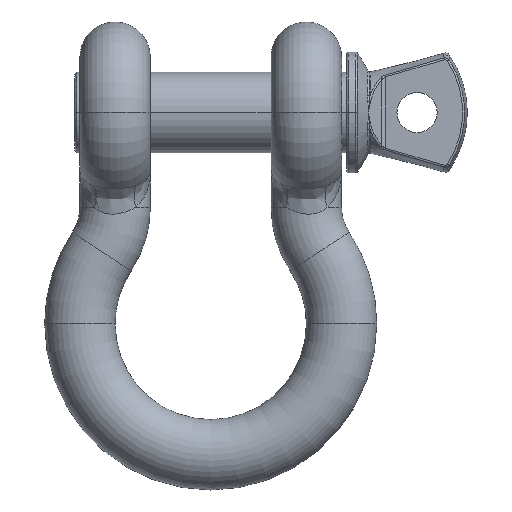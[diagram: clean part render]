
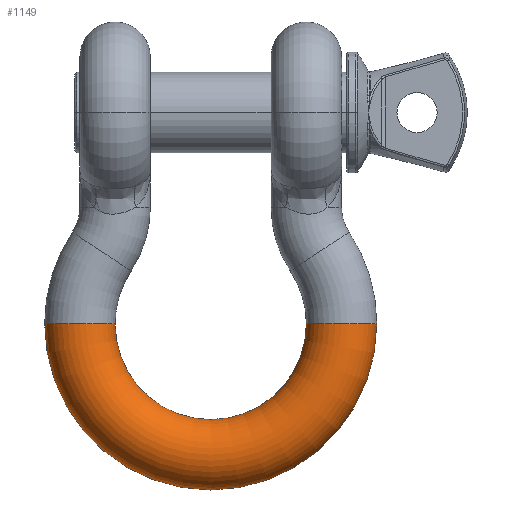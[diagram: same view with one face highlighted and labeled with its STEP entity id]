
A CAD part, top view. The second image highlights one B-rep face of the part: STEP entity #1149.
In plain terms, the highlighted toroidal (fillet/blend) face has major radius 13 mm and minor radius 3.5 mm.
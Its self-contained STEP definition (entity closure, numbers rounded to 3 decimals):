
#242 = AXIS2_PLACEMENT_3D ( 'NONE', #2284, #2240, #2551 ) ;
#281 = ORIENTED_EDGE ( 'NONE', *, *, #1886, .T. ) ;
#334 = DIRECTION ( 'NONE',  ( 0., 0., 1. ) ) ;
#404 = EDGE_CURVE ( 'NONE', #3742, #3701, #3816, .T. ) ;
#513 = DIRECTION ( 'NONE',  ( 0., 0., 1. ) ) ;
#524 = DIRECTION ( 'NONE',  ( 0., 0., -1. ) ) ;
#571 = CARTESIAN_POINT ( 'NONE',  ( 9.5, -21., 0. ) ) ;
#660 = CARTESIAN_POINT ( 'NONE',  ( 0., -21., 0. ) ) ;
#1119 = EDGE_LOOP ( 'NONE', ( #4085, #3969, #281, #1346 ) ) ;
#1149 = ADVANCED_FACE ( 'NONE', ( #2162 ), #2068, .T. ) ;
#1178 = CARTESIAN_POINT ( 'NONE',  ( 16.5, -21., 0. ) ) ;
#1291 = DIRECTION ( 'NONE',  ( 1., 0., 0. ) ) ;
#1299 = VERTEX_POINT ( 'NONE', #2493 ) ;
#1346 = ORIENTED_EDGE ( 'NONE', *, *, #404, .F. ) ;
#1534 = CARTESIAN_POINT ( 'NONE',  ( 0., -21., 0. ) ) ;
#1774 = CARTESIAN_POINT ( 'NONE',  ( 13., -21., 0. ) ) ;
#1886 = EDGE_CURVE ( 'NONE', #2355, #3701, #3553, .T. ) ;
#2068 = TOROIDAL_SURFACE ( 'NONE', #3778, 13., 3.5 ) ;
#2069 = DIRECTION ( 'NONE',  ( 1., 0., 0. ) ) ;
#2150 = CARTESIAN_POINT ( 'NONE',  ( -9.5, -21., 0. ) ) ;
#2162 = FACE_OUTER_BOUND ( 'NONE', #1119, .T. ) ;
#2240 = DIRECTION ( 'NONE',  ( 0., 1., 0. ) ) ;
#2284 = CARTESIAN_POINT ( 'NONE',  ( -13., -21., 0. ) ) ;
#2355 = VERTEX_POINT ( 'NONE', #1178 ) ;
#2433 = CIRCLE ( 'NONE', #242, 3.5 ) ;
#2493 = CARTESIAN_POINT ( 'NONE',  ( -16.5, -21., 0. ) ) ;
#2551 = DIRECTION ( 'NONE',  ( -1., 0., 0. ) ) ;
#2636 = CIRCLE ( 'NONE', #2881, 16.5 ) ;
#2881 = AXIS2_PLACEMENT_3D ( 'NONE', #3657, #513, #2069 ) ;
#3117 = AXIS2_PLACEMENT_3D ( 'NONE', #660, #3524, #3486 ) ;
#3486 = DIRECTION ( 'NONE',  ( 1., 0., 0. ) ) ;
#3524 = DIRECTION ( 'NONE',  ( 0., 0., 1. ) ) ;
#3553 = CIRCLE ( 'NONE', #3691, 3.5 ) ;
#3657 = CARTESIAN_POINT ( 'NONE',  ( 0., -21., 0. ) ) ;
#3691 = AXIS2_PLACEMENT_3D ( 'NONE', #1774, #3993, #524 ) ;
#3701 = VERTEX_POINT ( 'NONE', #571 ) ;
#3742 = VERTEX_POINT ( 'NONE', #2150 ) ;
#3778 = AXIS2_PLACEMENT_3D ( 'NONE', #1534, #334, #1291 ) ;
#3816 = CIRCLE ( 'NONE', #3117, 9.5 ) ;
#3863 = EDGE_CURVE ( 'NONE', #1299, #3742, #2433, .T. ) ;
#3910 = EDGE_CURVE ( 'NONE', #1299, #2355, #2636, .T. ) ;
#3969 = ORIENTED_EDGE ( 'NONE', *, *, #3910, .T. ) ;
#3993 = DIRECTION ( 'NONE',  ( 0., -1., 0. ) ) ;
#4085 = ORIENTED_EDGE ( 'NONE', *, *, #3863, .F. ) ;
